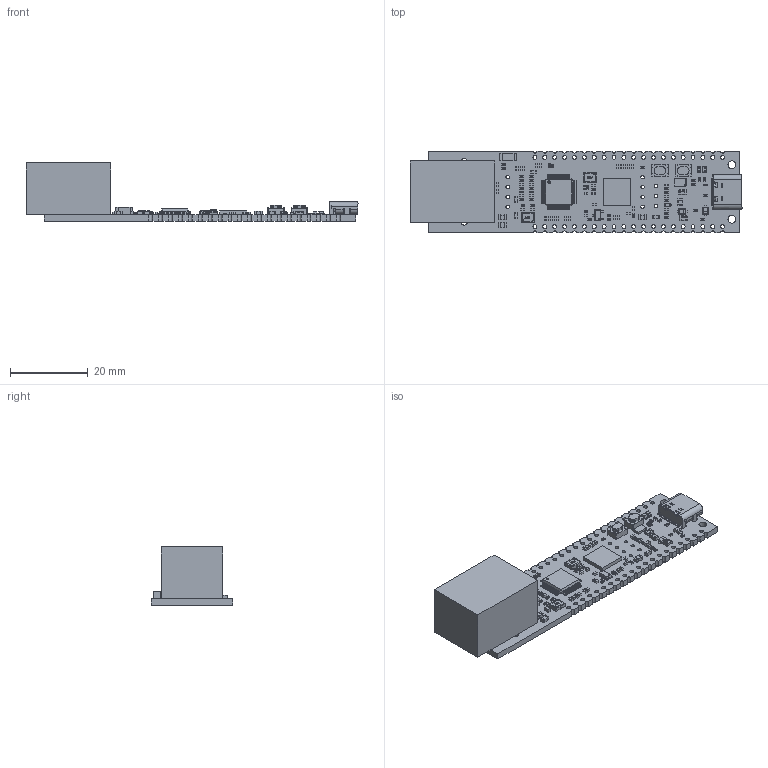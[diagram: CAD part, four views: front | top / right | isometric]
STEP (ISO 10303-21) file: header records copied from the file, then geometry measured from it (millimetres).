
FILE_DESCRIPTION(('Open CASCADE Model'),'2;1');
FILE_NAME('Open CASCADE Shape Model','2025-05-23T11:20:28',('Author'),( 'Open CASCADE'),'Open CASCADE STEP processor 6.8','Open CASCADE 6.8' ,'Unknown');
FILE_SCHEMA(('AUTOMOTIVE_DESIGN { 1 0 10303 214 1 1 1 1 }'));
Length unit declared in the file: millimetre
Products named in the file (172): PCB; Board; Open CASCADE STEP translator 6.8 9.1.1; Open CASCADE STEP translator 6.8 9.1.1.1; R33; RES_C1005X04N; R32; SW1; 7147726720; Extruded; 7147726800; 7147726480; 7147726640; 7147726160; 7147726320; SW2; J6; 7060270064; TYPE-C-31-M-12; R7; U2; W25Q16JVUXIQ_TR; Body; ThermalPin; PinsArrayLR; C1; 0805_SMD_Capacitor; C17; CAPC1005X06; L1; User_Library-Chip_InductorINDC1608X95N; Y1; User_Library-ABRACON_ASE; C2; C3; C4; C5; C6; C7; C8 ...
Assembly tree (260 placements, depth 8):
  PCB
    Board
      Open CASCADE STEP translator 6.8 9.1.1
        Open CASCADE STEP translator 6.8 9.1.1.1
    R33
      RES_C1005X04N
    R32
      RES_C1005X04N
    SW1
      7147726720
        Extruded
      7147726800
        Extruded
      7147726480
        Extruded
      7147726640
        Extruded
      7147726160
        Extruded
      7147726320
        Extruded
    SW2
      7147726800
        Extruded
      7147726720
        Extruded
      7147726640
        Extruded
      7147726480
        Extruded
      7147726320
        Extruded
      7147726160
        Extruded
    J6
      7060270064
        TYPE-C-31-M-12
    R7
      RES_C1005X04N
    U2
      W25Q16JVUXIQ_TR
        Body
        ThermalPin
        PinsArrayLR
    C1
      0805_SMD_Capacitor
    C17
      CAPC1005X06
    L1
      User_Library-Chip_InductorINDC1608X95N
    Y1
      User_Library-ABRACON_ASE
    C2
      0805_SMD_Capacitor
    C3
      CAPC1005X06
    C4
      CAPC1005X06
    C5
      CAPC1005X06
Bounding box: 85.35 x 21 x 14.97 mm (x, y, z)
Volume: 7564.5 mm3; surface area: 7132 mm2
Topology: 207 solids, 207 shells, 8240 faces, 23311 edges, 15162 vertices
Faces by surface type: plane 4310, cylinder 2788, bspline 1008, sphere 112, cone 22
Full cylindrical faces by diameter (mm): 0.25 x1, 0.6 x2, 0.914 x11, 1 x54, 1.6 x2, 2 x2, 3.3 x2
Entity records: 95142 total; most frequent: CARTESIAN_POINT 18348, ORIENTED_EDGE 13214, DIRECTION 13074, EDGE_CURVE 6607, LINE 4868, VECTOR 4868, VERTEX_POINT 4297, AXIS2_PLACEMENT_3D 4103
